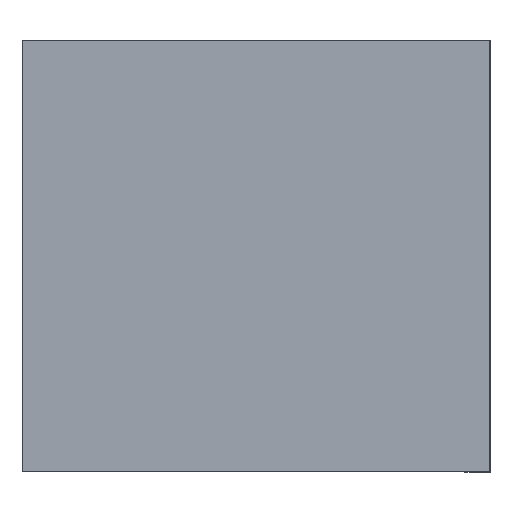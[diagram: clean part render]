
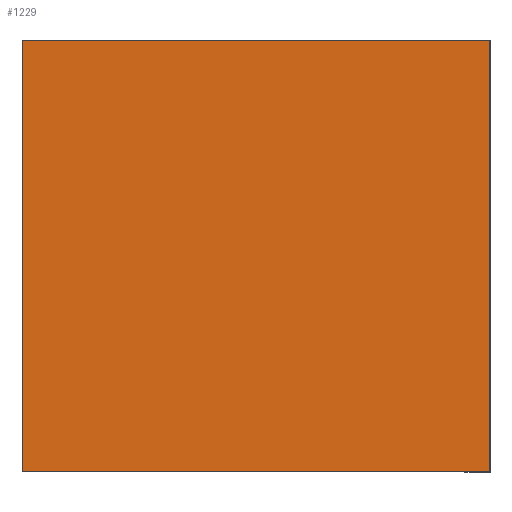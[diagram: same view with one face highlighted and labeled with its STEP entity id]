
A CAD part, left-side view. The second image highlights one B-rep face of the part: STEP entity #1229.
In plain terms, the highlighted planar face has unit normal (-1, 0, 0).
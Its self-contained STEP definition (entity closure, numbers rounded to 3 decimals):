
#141 = EDGE_CURVE ( 'NONE', #3533, #3546, #2123, .T. ) ;
#332 = ORIENTED_EDGE ( 'NONE', *, *, #5722, .T. ) ;
#371 = VERTEX_POINT ( 'NONE', #2288 ) ;
#454 = EDGE_CURVE ( 'NONE', #3546, #371, #4523, .T. ) ;
#682 = CARTESIAN_POINT ( 'NONE',  ( -87., -32.5, -30. ) ) ;
#695 = PLANE ( 'NONE',  #1233 ) ;
#804 = ORIENTED_EDGE ( 'NONE', *, *, #454, .F. ) ;
#1229 = ADVANCED_FACE ( 'NONE', ( #2856 ), #695, .F. ) ;
#1233 = AXIS2_PLACEMENT_3D ( 'NONE', #5702, #2716, #6210 ) ;
#1255 = DIRECTION ( 'NONE',  ( 0., 0., 1. ) ) ;
#1262 = EDGE_CURVE ( 'NONE', #1596, #371, #3855, .T. ) ;
#1364 = DIRECTION ( 'NONE',  ( 0., 0., 1. ) ) ;
#1539 = CARTESIAN_POINT ( 'NONE',  ( -87., 32.5, 30. ) ) ;
#1596 = VERTEX_POINT ( 'NONE', #682 ) ;
#1695 = CARTESIAN_POINT ( 'NONE',  ( -87., 32.5, -30. ) ) ;
#2123 = LINE ( 'NONE', #5325, #3285 ) ;
#2288 = CARTESIAN_POINT ( 'NONE',  ( -87., -32.5, 30. ) ) ;
#2691 = VECTOR ( 'NONE', #1255, 1000. ) ;
#2716 = DIRECTION ( 'NONE',  ( 1., 0., 0. ) ) ;
#2856 = FACE_OUTER_BOUND ( 'NONE', #5746, .T. ) ;
#3285 = VECTOR ( 'NONE', #1364, 1000. ) ;
#3533 = VERTEX_POINT ( 'NONE', #1695 ) ;
#3546 = VERTEX_POINT ( 'NONE', #5167 ) ;
#3679 = LINE ( 'NONE', #5690, #3984 ) ;
#3720 = ORIENTED_EDGE ( 'NONE', *, *, #1262, .T. ) ;
#3855 = LINE ( 'NONE', #4234, #2691 ) ;
#3984 = VECTOR ( 'NONE', #5184, 1000. ) ;
#4234 = CARTESIAN_POINT ( 'NONE',  ( -87., -32.5, -30. ) ) ;
#4501 = DIRECTION ( 'NONE',  ( 0., -1., 0. ) ) ;
#4523 = LINE ( 'NONE', #1539, #5864 ) ;
#5039 = ORIENTED_EDGE ( 'NONE', *, *, #141, .F. ) ;
#5167 = CARTESIAN_POINT ( 'NONE',  ( -87., 32.5, 30. ) ) ;
#5184 = DIRECTION ( 'NONE',  ( 0., -1., 0. ) ) ;
#5325 = CARTESIAN_POINT ( 'NONE',  ( -87., 32.5, -30. ) ) ;
#5690 = CARTESIAN_POINT ( 'NONE',  ( -87., 32.5, -30. ) ) ;
#5702 = CARTESIAN_POINT ( 'NONE',  ( -87., 32.5, -30. ) ) ;
#5722 = EDGE_CURVE ( 'NONE', #3533, #1596, #3679, .T. ) ;
#5746 = EDGE_LOOP ( 'NONE', ( #3720, #804, #5039, #332 ) ) ;
#5864 = VECTOR ( 'NONE', #4501, 1000. ) ;
#6210 = DIRECTION ( 'NONE',  ( 0., 0., -1. ) ) ;
